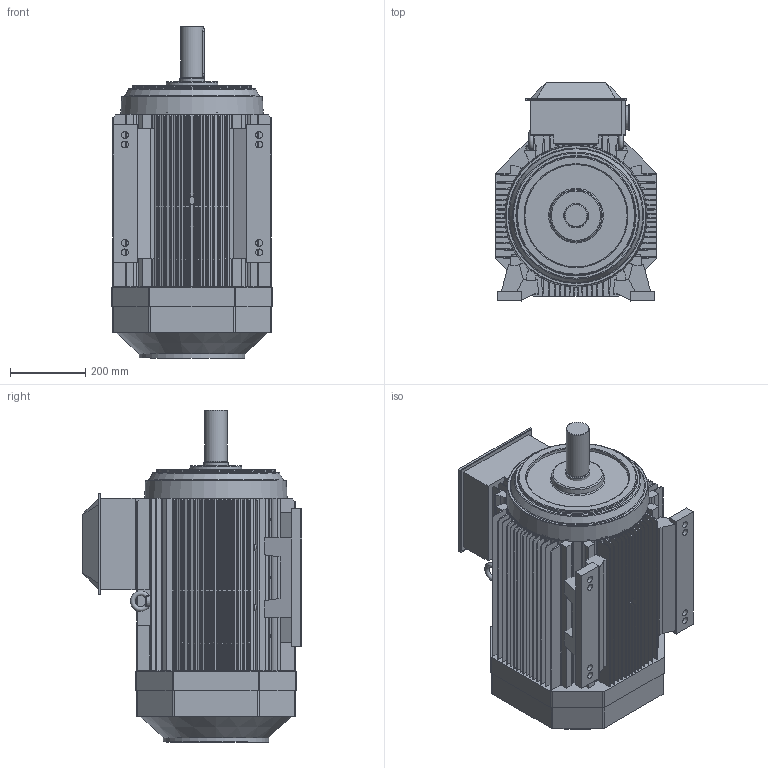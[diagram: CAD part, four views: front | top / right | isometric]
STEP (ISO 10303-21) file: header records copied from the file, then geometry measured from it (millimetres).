
FILE_DESCRIPTION((''),'2;1');
FILE_NAME('3GZV100086-32.stp','2015-07-02T12:21:21',('sejotaa1'),(''),'Autodesk Inventor 2011','Autodesk Inventor 2011','');
FILE_SCHEMA(('AUTOMOTIVE_DESIGN { 1 0 10303 214 1 1 1 1 }'));
Length unit declared in the file: millimetre
Products named in the file (1): 3GZV100086-32
Bounding box: 425 x 580.6 x 879.99 mm (x, y, z)
Volume: 110016393.4 mm3; surface area: 8832838.8 mm2
Topology: 24 solids, 94 shells, 2202 faces, 5998 edges, 4022 vertices
Faces by surface type: plane 1086, cylinder 928, bspline 76, cone 58, torus 52, sphere 2
Full cylindrical faces by diameter (mm): 3.3 x8, 5.5 x8, 12 x6, 16 x2, 18 x18, 30.815 x2, 44 x2, 57 x2, 59 x2, 59.4 x4, 60 x6, 63 x4, 64.4 x2, 65 x2, 71 x4, 75 x2, 76 x2, 279.576 x2, 364 x2, 372 x4
Entity records: 78322 total; most frequent: CARTESIAN_POINT 19687, DIRECTION 11888, ORIENTED_EDGE 11286, EDGE_CURVE 5774, AXIS2_PLACEMENT_3D 4321, VERTEX_POINT 3984, VECTOR 3246, LINE 3246
